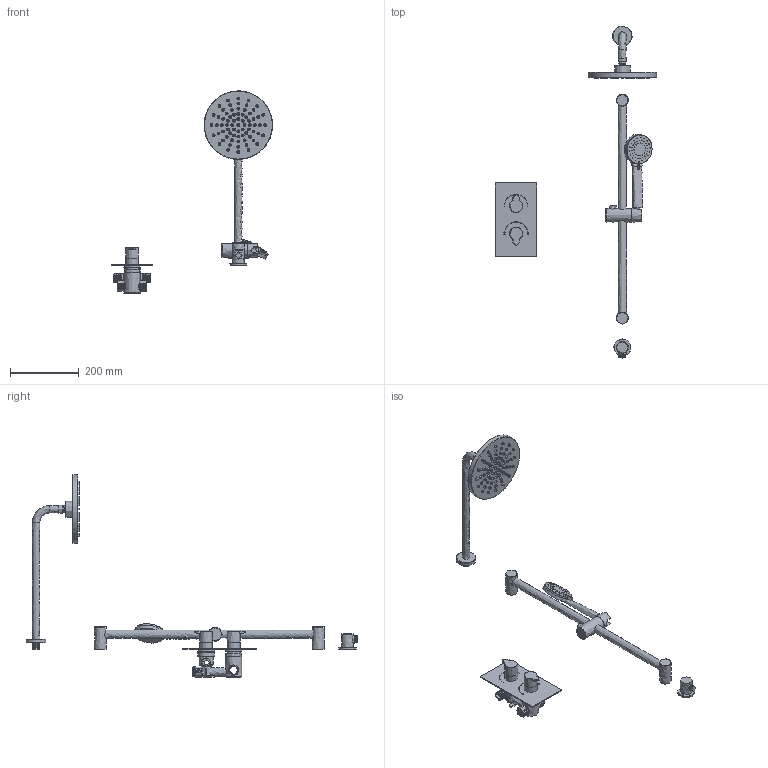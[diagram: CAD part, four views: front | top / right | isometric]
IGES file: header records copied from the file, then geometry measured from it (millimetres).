
Global section: file name: 80157; native system: AutoCAD 2016 - English; preprocessor: Autodesk Translation Framework DWG producer (atf_dwg_producer); organization: unknown; date: 20170505.152340; units: millimetre
Bounding box: 469.71 x 968.2 x 590.01 mm (x, y, z)
Volume: 1754177.3 mm3; surface area: 454602.8 mm2
Topology: 156 solids, 156 shells, 1553 faces, 3748 edges, 2565 vertices
Faces by surface type: bspline 1553
